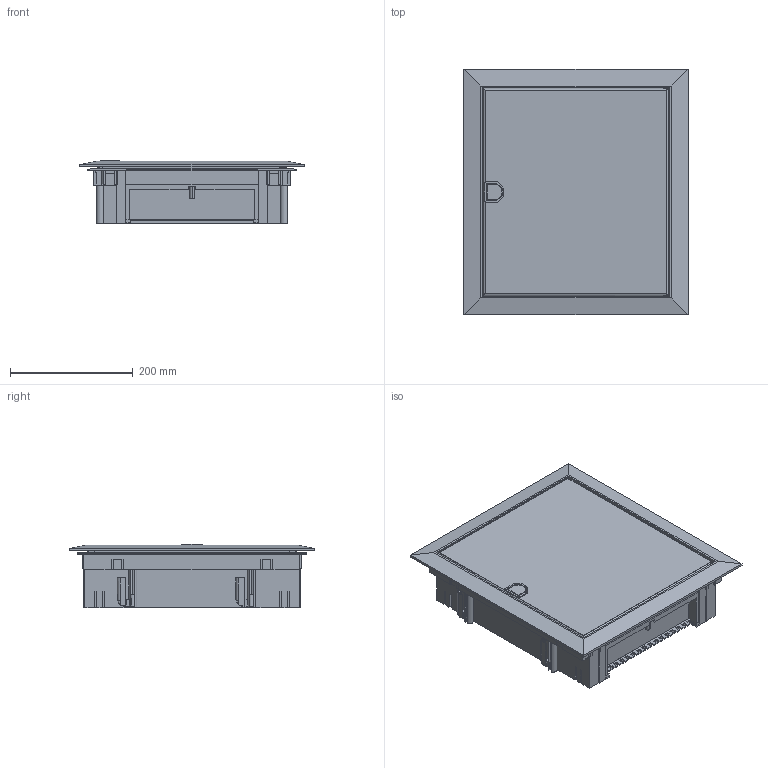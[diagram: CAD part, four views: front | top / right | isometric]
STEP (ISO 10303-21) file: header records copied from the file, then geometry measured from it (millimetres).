
FILE_DESCRIPTION(('STEP AP214'),'1');
FILE_NAME('cctmp_FF3B427B-EF22-412E-8820-8E4F7D96606F_2023_07_22_12_50_03_0472..stp','2023-07-22T10:50:05',('SIEMENS A&D'),('CADClick - www.CADClick.com'),'Spatial InterOp 3D postprocessed',' ','unknown authorization');
FILE_SCHEMA(('AUTOMOTIVE_DESIGN'));
Length unit declared in the file: millimetre
Products named in the file (7): cc_unnamed; 2023_07_22_12_50_03_0398; 2023_07_22_12_50_03_0394; 2023_07_22_12_50_03_0390; 2023_07_22_12_50_03_0386; 2023_07_22_12_50_03_0382; 2023_07_22_12_50_03_0378
Assembly tree (6 placements, depth 2):
  cc_unnamed
    2023_07_22_12_50_03_0398
    2023_07_22_12_50_03_0394
    2023_07_22_12_50_03_0390
    2023_07_22_12_50_03_0386
    2023_07_22_12_50_03_0382
    2023_07_22_12_50_03_0378
Bounding box: 365 x 400 x 104 mm (x, y, z)
Volume: 1326910.4 mm3; surface area: 933484.4 mm2
Topology: 6 solids, 6 shells, 1317 faces, 3718 edges, 2408 vertices
Faces by surface type: plane 1063, cylinder 178, torus 40, bspline 16, cone 12, sphere 8
Entity records: 77584 total; most frequent: CARTESIAN_POINT 14850, STYLED_ITEM 7441, PRESENTATION_STYLE_ASSIGNMENT 7441, ORIENTED_EDGE 7422, DIRECTION 6626, EDGE_CURVE 3710, CURVE_STYLE 3710, DRAUGHTING_PRE_DEFINED_CURVE_FONT 3710
